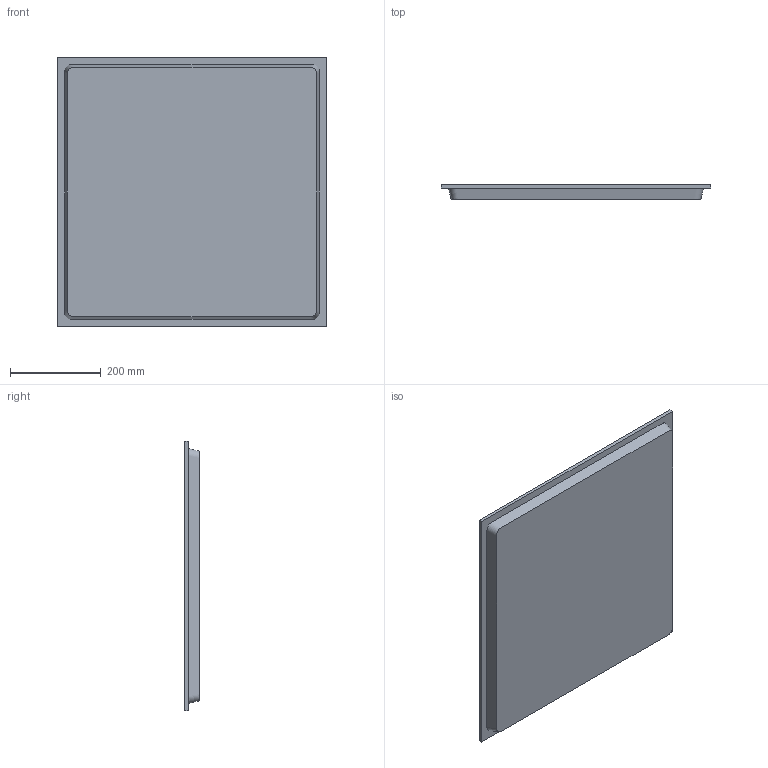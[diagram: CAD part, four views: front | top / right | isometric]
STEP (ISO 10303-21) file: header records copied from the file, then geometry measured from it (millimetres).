
FILE_DESCRIPTION (( 'STEP AP214' ), '1' );
FILE_NAME ('PL FLEX 600.STEP', '2024-04-25T10:52:50', ( '' ), ( '' ), 'SwSTEP 2.0', 'SolidWorks 2022', '' );
FILE_SCHEMA (( 'AUTOMOTIVE_DESIGN' ));
Length unit declared in the file: millimetre
Products named in the file (1): PL FLEX 600
Bounding box: 595 x 32 x 595 mm (x, y, z)
Volume: 9975731.4 mm3; surface area: 1386090.4 mm2
Topology: 2 solids, 2 shells, 19 faces, 53 edges, 40 vertices
Faces by surface type: plane 18, bspline 1
Entity records: 805 total; most frequent: CARTESIAN_POINT 267, ORIENTED_EDGE 104, DIRECTION 90, EDGE_CURVE 52, VECTOR 44, LINE 44, VERTEX_POINT 40, AXIS2_PLACEMENT_3D 23
